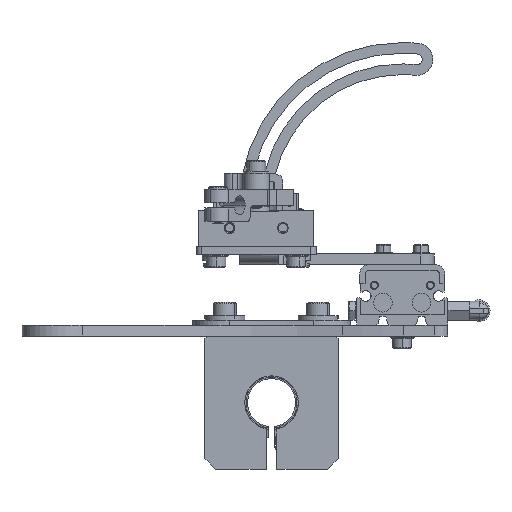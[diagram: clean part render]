
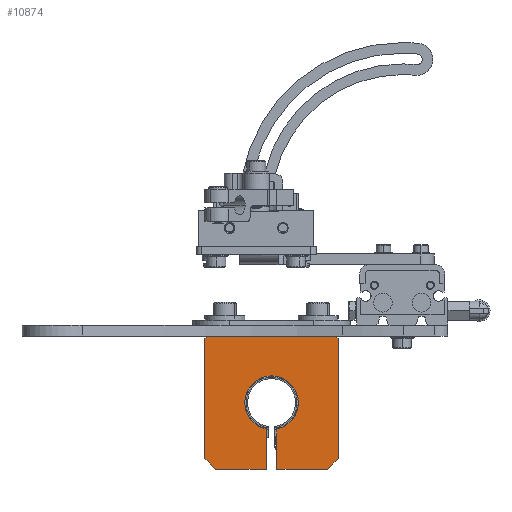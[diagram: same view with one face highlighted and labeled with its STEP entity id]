
A CAD part, front view. The second image highlights one B-rep face of the part: STEP entity #10874.
In plain terms, the highlighted planar face has unit normal (0, -1, 0).
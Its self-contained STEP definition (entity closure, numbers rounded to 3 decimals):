
#556 = LINE ( 'NONE', #51568, #46884 ) ;
#1281 = CIRCLE ( 'NONE', #7712, 10.05 ) ;
#1312 = LINE ( 'NONE', #16604, #25205 ) ;
#2111 = CARTESIAN_POINT ( 'NONE',  ( 2., -10., -9.849 ) ) ;
#2825 = CARTESIAN_POINT ( 'NONE',  ( -23., -10., -23. ) ) ;
#2840 = VERTEX_POINT ( 'NONE', #49811 ) ;
#3802 = ORIENTED_EDGE ( 'NONE', *, *, #21433, .T. ) ;
#4283 = VERTEX_POINT ( 'NONE', #13096 ) ;
#4520 = ORIENTED_EDGE ( 'NONE', *, *, #7896, .T. ) ;
#4581 = CARTESIAN_POINT ( 'NONE',  ( 2., -10., -25. ) ) ;
#5080 = CARTESIAN_POINT ( 'NONE',  ( -25., -10., 24. ) ) ;
#6272 = LINE ( 'NONE', #4581, #18221 ) ;
#6632 = CARTESIAN_POINT ( 'NONE',  ( 21., -10., -25. ) ) ;
#7429 = EDGE_CURVE ( 'NONE', #48488, #53445, #1312, .T. ) ;
#7583 = CARTESIAN_POINT ( 'NONE',  ( -2., -10., -9.849 ) ) ;
#7712 = AXIS2_PLACEMENT_3D ( 'NONE', #23391, #54734, #27882 ) ;
#7896 = EDGE_CURVE ( 'NONE', #33470, #39714, #34975, .T. ) ;
#8071 = DIRECTION ( 'NONE',  ( 0., 0., -1. ) ) ;
#8081 = VERTEX_POINT ( 'NONE', #5080 ) ;
#9238 = VERTEX_POINT ( 'NONE', #35240 ) ;
#9266 = ORIENTED_EDGE ( 'NONE', *, *, #24629, .T. ) ;
#9857 = ORIENTED_EDGE ( 'NONE', *, *, #50905, .T. ) ;
#10010 = CARTESIAN_POINT ( 'NONE',  ( 25., -10., 24. ) ) ;
#10099 = ORIENTED_EDGE ( 'NONE', *, *, #21161, .T. ) ;
#10225 = CARTESIAN_POINT ( 'NONE',  ( 24., -10., 25. ) ) ;
#10312 = LINE ( 'NONE', #7583, #52432 ) ;
#10801 = ORIENTED_EDGE ( 'NONE', *, *, #31009, .T. ) ;
#10857 = LINE ( 'NONE', #42474, #21413 ) ;
#10874 = ADVANCED_FACE ( 'NONE', ( #33526 ), #45462, .T. ) ;
#11804 = CARTESIAN_POINT ( 'NONE',  ( 24.5, -10., 24.5 ) ) ;
#13096 = CARTESIAN_POINT ( 'NONE',  ( -25., -10., -21. ) ) ;
#13759 = AXIS2_PLACEMENT_3D ( 'NONE', #50604, #23766, #55099 ) ;
#14238 = CARTESIAN_POINT ( 'NONE',  ( 0., -10., 0. ) ) ;
#14326 = VECTOR ( 'NONE', #47719, 1000. ) ;
#15192 = EDGE_CURVE ( 'NONE', #4283, #48214, #55777, .T. ) ;
#15455 = ORIENTED_EDGE ( 'NONE', *, *, #35356, .T. ) ;
#16604 = CARTESIAN_POINT ( 'NONE',  ( -25., -10., 25. ) ) ;
#16705 = VECTOR ( 'NONE', #8071, 1000. ) ;
#17240 = ORIENTED_EDGE ( 'NONE', *, *, #55796, .T. ) ;
#17411 = ORIENTED_EDGE ( 'NONE', *, *, #28985, .T. ) ;
#18221 = VECTOR ( 'NONE', #31501, 1000. ) ;
#18338 = VECTOR ( 'NONE', #18635, 1000. ) ;
#18602 = ORIENTED_EDGE ( 'NONE', *, *, #7429, .T. ) ;
#18635 = DIRECTION ( 'NONE',  ( -0.707, 0., -0.707 ) ) ;
#18784 = DIRECTION ( 'NONE',  ( 0., 0., -1. ) ) ;
#19556 = LINE ( 'NONE', #48512, #16705 ) ;
#19800 = DIRECTION ( 'NONE',  ( 0., 0., -1. ) ) ;
#19995 = VECTOR ( 'NONE', #38717, 1000. ) ;
#20190 = DIRECTION ( 'NONE',  ( 0.707, 0., 0.707 ) ) ;
#20914 = LINE ( 'NONE', #55512, #44768 ) ;
#21161 = EDGE_CURVE ( 'NONE', #2840, #50655, #1281, .T. ) ;
#21413 = VECTOR ( 'NONE', #29950, 1000. ) ;
#21433 = EDGE_CURVE ( 'NONE', #9238, #2840, #10312, .T. ) ;
#23391 = CARTESIAN_POINT ( 'NONE',  ( 0., -10., 0. ) ) ;
#23766 = DIRECTION ( 'NONE',  ( 0., 1., 0. ) ) ;
#24505 = VECTOR ( 'NONE', #19800, 1000. ) ;
#24629 = EDGE_CURVE ( 'NONE', #53445, #8081, #54146, .T. ) ;
#25205 = VECTOR ( 'NONE', #34659, 1000. ) ;
#26148 = EDGE_LOOP ( 'NONE', ( #40589, #9857, #15455, #10801, #18602, #9266, #17240, #57887, #17411, #3802, #10099, #43511, #4520 ) ) ;
#27055 = CARTESIAN_POINT ( 'NONE',  ( 2., -10., -25. ) ) ;
#27882 = DIRECTION ( 'NONE',  ( 0., 0., -1. ) ) ;
#28667 = DIRECTION ( 'NONE',  ( 0., 0., 1. ) ) ;
#28985 = EDGE_CURVE ( 'NONE', #48214, #9238, #10857, .T. ) ;
#29950 = DIRECTION ( 'NONE',  ( 1., 0., 0. ) ) ;
#31009 = EDGE_CURVE ( 'NONE', #44073, #48488, #39581, .T. ) ;
#31501 = DIRECTION ( 'NONE',  ( 1., 0., 0. ) ) ;
#32570 = CARTESIAN_POINT ( 'NONE',  ( -24., -10., 25. ) ) ;
#33470 = VERTEX_POINT ( 'NONE', #34678 ) ;
#33526 = FACE_OUTER_BOUND ( 'NONE', #26148, .T. ) ;
#34659 = DIRECTION ( 'NONE',  ( -1., 0., 0. ) ) ;
#34678 = CARTESIAN_POINT ( 'NONE',  ( 2., -10., -9.849 ) ) ;
#34975 = LINE ( 'NONE', #2111, #24505 ) ;
#35240 = CARTESIAN_POINT ( 'NONE',  ( -2., -10., -25. ) ) ;
#35356 = EDGE_CURVE ( 'NONE', #39172, #44073, #20914, .T. ) ;
#36928 = CIRCLE ( 'NONE', #13759, 10.05 ) ;
#38717 = DIRECTION ( 'NONE',  ( 0.707, 0., -0.707 ) ) ;
#38944 = AXIS2_PLACEMENT_3D ( 'NONE', #14238, #45645, #18784 ) ;
#39172 = VERTEX_POINT ( 'NONE', #50928 ) ;
#39581 = LINE ( 'NONE', #11804, #14326 ) ;
#39714 = VERTEX_POINT ( 'NONE', #27055 ) ;
#40589 = ORIENTED_EDGE ( 'NONE', *, *, #52287, .T. ) ;
#42474 = CARTESIAN_POINT ( 'NONE',  ( -25., -10., -25. ) ) ;
#43511 = ORIENTED_EDGE ( 'NONE', *, *, #53450, .T. ) ;
#44073 = VERTEX_POINT ( 'NONE', #10010 ) ;
#44768 = VECTOR ( 'NONE', #28667, 1000. ) ;
#45462 = PLANE ( 'NONE',  #38944 ) ;
#45645 = DIRECTION ( 'NONE',  ( 0., -1., 0. ) ) ;
#46884 = VECTOR ( 'NONE', #20190, 1000. ) ;
#47719 = DIRECTION ( 'NONE',  ( -0.707, 0., 0.707 ) ) ;
#48214 = VERTEX_POINT ( 'NONE', #48350 ) ;
#48350 = CARTESIAN_POINT ( 'NONE',  ( -21., -10., -25. ) ) ;
#48488 = VERTEX_POINT ( 'NONE', #10225 ) ;
#48512 = CARTESIAN_POINT ( 'NONE',  ( -25., -10., 25. ) ) ;
#49066 = VERTEX_POINT ( 'NONE', #6632 ) ;
#49647 = CARTESIAN_POINT ( 'NONE',  ( 0., -10., 10.05 ) ) ;
#49811 = CARTESIAN_POINT ( 'NONE',  ( -2., -10., -9.849 ) ) ;
#50604 = CARTESIAN_POINT ( 'NONE',  ( 0., -10., 0. ) ) ;
#50655 = VERTEX_POINT ( 'NONE', #49647 ) ;
#50905 = EDGE_CURVE ( 'NONE', #49066, #39172, #556, .T. ) ;
#50928 = CARTESIAN_POINT ( 'NONE',  ( 25., -10., -21. ) ) ;
#51568 = CARTESIAN_POINT ( 'NONE',  ( 23., -10., -23. ) ) ;
#52126 = DIRECTION ( 'NONE',  ( 0., 0., 1. ) ) ;
#52287 = EDGE_CURVE ( 'NONE', #39714, #49066, #6272, .T. ) ;
#52432 = VECTOR ( 'NONE', #52126, 1000. ) ;
#53445 = VERTEX_POINT ( 'NONE', #32570 ) ;
#53450 = EDGE_CURVE ( 'NONE', #50655, #33470, #36928, .T. ) ;
#54143 = CARTESIAN_POINT ( 'NONE',  ( -24.5, -10., 24.5 ) ) ;
#54146 = LINE ( 'NONE', #54143, #18338 ) ;
#54734 = DIRECTION ( 'NONE',  ( 0., 1., 0. ) ) ;
#55099 = DIRECTION ( 'NONE',  ( 0., 0., -1. ) ) ;
#55512 = CARTESIAN_POINT ( 'NONE',  ( 25., -10., 25. ) ) ;
#55777 = LINE ( 'NONE', #2825, #19995 ) ;
#55796 = EDGE_CURVE ( 'NONE', #8081, #4283, #19556, .T. ) ;
#57887 = ORIENTED_EDGE ( 'NONE', *, *, #15192, .T. ) ;
